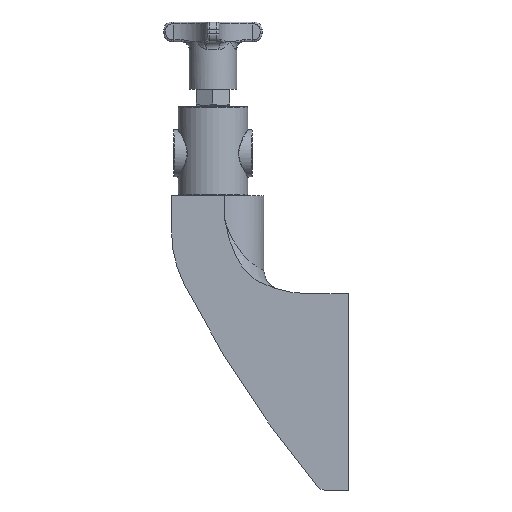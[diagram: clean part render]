
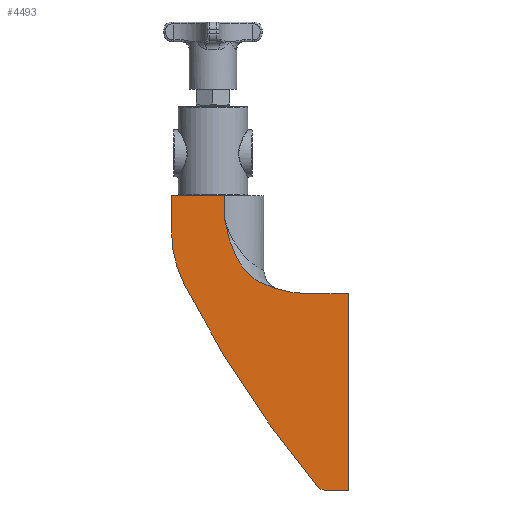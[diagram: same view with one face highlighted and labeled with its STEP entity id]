
A CAD part, left-side view. The second image highlights one B-rep face of the part: STEP entity #4493.
In plain terms, the highlighted planar face has unit normal (-1, -0.026, 0).
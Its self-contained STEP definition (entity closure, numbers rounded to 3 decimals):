
#160=ELLIPSE('',#5008,60.021,60.);
#162=ELLIPSE('',#5011,550.189,550.);
#168=ELLIPSE('',#5067,56.379,56.36);
#170=ELLIPSE('',#5070,4.001,4.);
#237=PLANE('',#5069);
#336=LINE('',#6950,#636);
#345=LINE('',#7151,#645);
#392=LINE('',#7263,#692);
#430=LINE('',#7337,#730);
#434=LINE('',#7359,#734);
#435=LINE('',#7360,#735);
#636=VECTOR('',#5567,18.037);
#645=VECTOR('',#5606,11.22);
#692=VECTOR('',#5707,12.14);
#730=VECTOR('',#5767,100.);
#734=VECTOR('',#5795,20.007);
#735=VECTOR('',#5796,26.85);
#1046=FACE_OUTER_BOUND('',#1328,.T.);
#1328=EDGE_LOOP('',(#3298,#3299,#3300,#3301,#3302,#3303,#3304,#3305,#3306,
#3307,#3308));
#1589=B_SPLINE_CURVE_WITH_KNOTS('',3,(#7124,#7125,#7126,#7127,#7128,#7129,
#7130,#7131,#7132,#7133,#7134,#7135),.UNSPECIFIED.,.F.,.F.,(4,2,2,2,2,4),
(-3.259,-3.251,-2.582,-1.304,
-0.59,0.),.UNSPECIFIED.);
#1941=VERTEX_POINT('',#6947);
#1942=VERTEX_POINT('',#6949);
#1946=VERTEX_POINT('',#6959);
#1948=VERTEX_POINT('',#6965);
#1956=VERTEX_POINT('',#7104);
#1957=VERTEX_POINT('',#7123);
#1959=VERTEX_POINT('',#7149);
#1996=VERTEX_POINT('',#7260);
#1997=VERTEX_POINT('',#7262);
#2022=VERTEX_POINT('',#7335);
#2027=VERTEX_POINT('',#7352);
#2381=EDGE_CURVE('',#1941,#1942,#336,.T.);
#2387=EDGE_CURVE('',#1946,#1941,#160,.T.);
#2390=EDGE_CURVE('',#1948,#1946,#162,.T.);
#2400=EDGE_CURVE('',#1956,#1957,#1589,.T.);
#2404=EDGE_CURVE('',#1959,#1956,#345,.T.);
#2459=EDGE_CURVE('',#1996,#1997,#392,.T.);
#2497=EDGE_CURVE('',#2022,#1996,#430,.T.);
#2504=EDGE_CURVE('',#1957,#2027,#168,.T.);
#2507=EDGE_CURVE('',#1997,#1948,#170,.T.);
#2508=EDGE_CURVE('',#2027,#2022,#434,.T.);
#2509=EDGE_CURVE('',#1942,#1959,#435,.T.);
#3298=ORIENTED_EDGE('',*,*,#2507,.F.);
#3299=ORIENTED_EDGE('',*,*,#2459,.F.);
#3300=ORIENTED_EDGE('',*,*,#2497,.F.);
#3301=ORIENTED_EDGE('',*,*,#2508,.F.);
#3302=ORIENTED_EDGE('',*,*,#2504,.F.);
#3303=ORIENTED_EDGE('',*,*,#2400,.F.);
#3304=ORIENTED_EDGE('',*,*,#2404,.F.);
#3305=ORIENTED_EDGE('',*,*,#2509,.F.);
#3306=ORIENTED_EDGE('',*,*,#2381,.F.);
#3307=ORIENTED_EDGE('',*,*,#2387,.F.);
#3308=ORIENTED_EDGE('',*,*,#2390,.F.);
#4493=ADVANCED_FACE('',(#1046),#237,.F.);
#5008=AXIS2_PLACEMENT_3D('',#6961,#5576,#5577);
#5011=AXIS2_PLACEMENT_3D('',#6967,#5583,#5584);
#5067=AXIS2_PLACEMENT_3D('',#7353,#5786,#5787);
#5069=AXIS2_PLACEMENT_3D('',#7357,#5791,#5792);
#5070=AXIS2_PLACEMENT_3D('',#7358,#5793,#5794);
#5567=DIRECTION('',(0.,0.,1.));
#5576=DIRECTION('center_axis',(1.,0.026,0.));
#5577=DIRECTION('ref_axis',(0.026,-1.,0.));
#5583=DIRECTION('center_axis',(1.,0.026,0.));
#5584=DIRECTION('ref_axis',(0.026,-1.,0.));
#5606=DIRECTION('',(0.,0.,-1.));
#5707=DIRECTION('',(-0.026,1.,0.));
#5767=DIRECTION('',(0.,0.,-1.));
#5786=DIRECTION('center_axis',(-1.,-0.026,0.));
#5787=DIRECTION('ref_axis',(-0.026,1.,0.));
#5791=DIRECTION('center_axis',(1.,0.026,0.));
#5792=DIRECTION('ref_axis',(-0.026,1.,0.));
#5793=DIRECTION('center_axis',(1.,0.026,0.));
#5794=DIRECTION('ref_axis',(0.026,-1.,0.));
#5795=DIRECTION('',(0.026,-1.,0.));
#5796=DIRECTION('',(0.026,-1.,0.));
#6947=CARTESIAN_POINT('',(-21.35,45.,56.963));
#6949=CARTESIAN_POINT('',(-21.35,45.,75.));
#6950=CARTESIAN_POINT('',(-21.35,45.,0.));
#6959=CARTESIAN_POINT('',(-21.179,38.463,29.729));
#6961=CARTESIAN_POINT('Origin',(-19.779,-15.,56.963));
#6965=CARTESIAN_POINT('',(-19.391,-29.797,-73.567));
#6967=CARTESIAN_POINT('Origin',(-8.346,-451.614,279.378));
#7104=CARTESIAN_POINT('',(-20.647,18.159,63.78));
#7123=CARTESIAN_POINT('',(-20.173,0.067,30.881));
#7124=CARTESIAN_POINT('Ctrl Pts',(-20.647,18.159,63.78));
#7125=CARTESIAN_POINT('Ctrl Pts',(-20.647,18.155,63.756));
#7126=CARTESIAN_POINT('Ctrl Pts',(-20.647,18.151,63.731));
#7127=CARTESIAN_POINT('Ctrl Pts',(-20.637,17.754,61.491));
#7128=CARTESIAN_POINT('Ctrl Pts',(-20.625,17.297,59.284));
#7129=CARTESIAN_POINT('Ctrl Pts',(-20.583,15.714,52.942));
#7130=CARTESIAN_POINT('Ctrl Pts',(-20.543,14.166,48.088));
#7131=CARTESIAN_POINT('Ctrl Pts',(-20.448,10.547,41.072));
#7132=CARTESIAN_POINT('Ctrl Pts',(-20.399,8.684,38.042));
#7133=CARTESIAN_POINT('Ctrl Pts',(-20.274,3.917,33.143));
#7134=CARTESIAN_POINT('Ctrl Pts',(-20.22,1.828,31.755));
#7135=CARTESIAN_POINT('Ctrl Pts',(-20.173,0.068,
30.881));
#7149=CARTESIAN_POINT('',(-20.647,18.159,75.));
#7151=CARTESIAN_POINT('',(-20.647,18.159,75.));
#7260=CARTESIAN_POINT('',(-18.993,-45.,-75.));
#7262=CARTESIAN_POINT('',(-19.311,-32.864,-75.));
#7263=CARTESIAN_POINT('',(-19.285,-33.867,-75.));
#7335=CARTESIAN_POINT('',(-18.993,-45.,25.));
#7337=CARTESIAN_POINT('',(-18.993,-45.,-37.5));
#7352=CARTESIAN_POINT('',(-19.517,-25.,25.));
#7353=CARTESIAN_POINT('Origin',(-19.517,-25.,81.36));
#7357=CARTESIAN_POINT('Origin',(-18.993,-45.,-75.));
#7358=CARTESIAN_POINT('Origin',(-19.311,-32.864,-71.));
#7359=CARTESIAN_POINT('',(-18.994,-44.969,25.));
#7360=CARTESIAN_POINT('',(-20.983,31.,75.));
